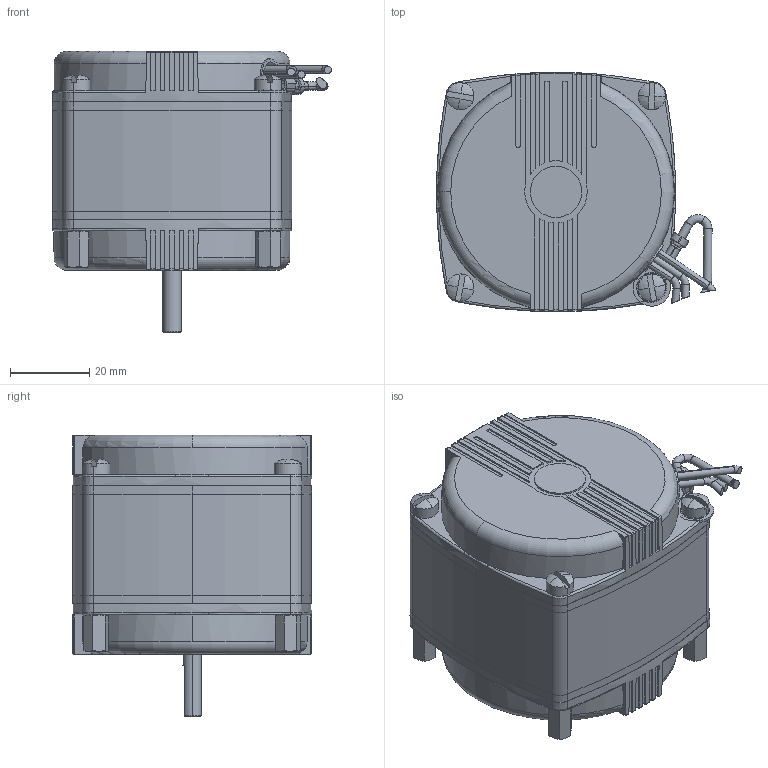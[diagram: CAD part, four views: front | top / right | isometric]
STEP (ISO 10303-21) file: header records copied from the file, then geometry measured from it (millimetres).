
FILE_DESCRIPTION (( 'STEP AP203' ), '1' );
FILE_NAME ('INFM0080.STEP', '2015-11-11T16:30:08', ( 'admin' ), ( '' ), 'SwSTEP 2.0', 'SolidWorks 2014', '' );
FILE_SCHEMA (( 'CONFIG_CONTROL_DESIGN' ));
Length unit declared in the file: inch
Products named in the file (1): INFM0080
Bounding box: 70.37 x 60.3 x 70.97 mm (x, y, z)
Volume: 175343.1 mm3; surface area: 38987.2 mm2
Topology: 17 solids, 17 shells, 673 faces, 1714 edges, 1058 vertices
Faces by surface type: plane 260, cylinder 165, bspline 127, cone 85, torus 20, sphere 16
Entity records: 23548 total; most frequent: CARTESIAN_POINT 8559, ORIENTED_EDGE 3380, DIRECTION 2690, EDGE_CURVE 1690, VERTEX_POINT 1058, AXIS2_PLACEMENT_3D 1047, EDGE_LOOP 720, ADVANCED_FACE 673
